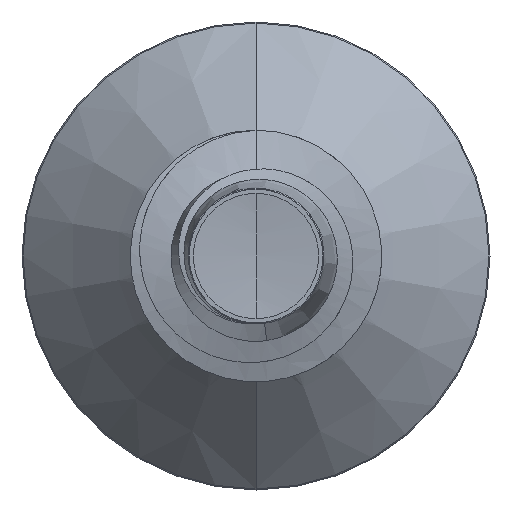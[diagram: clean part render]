
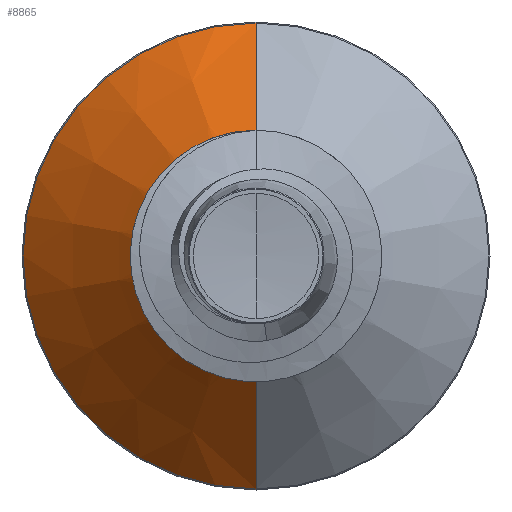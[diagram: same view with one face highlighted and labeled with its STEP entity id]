
A CAD part, front view. The second image highlights one B-rep face of the part: STEP entity #8865.
In plain terms, the highlighted conical face has half-angle 45 degrees and reference radius 1.847 mm.
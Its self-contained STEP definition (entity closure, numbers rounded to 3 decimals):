
#232 = VECTOR ( 'NONE', #8501, 1000. ) ;
#365 = EDGE_CURVE ( 'NONE', #4010, #7100, #7799, .T. ) ;
#948 = DIRECTION ( 'NONE',  ( 0., 0., 1. ) ) ;
#951 = DIRECTION ( 'NONE',  ( 0., 1., 0. ) ) ;
#961 = CARTESIAN_POINT ( 'NONE',  ( 0., 6.728, 0. ) ) ;
#1788 = DIRECTION ( 'NONE',  ( 0., 0., 1. ) ) ;
#1790 = DIRECTION ( 'NONE',  ( 0., 1., 0. ) ) ;
#1801 = CARTESIAN_POINT ( 'NONE',  ( 0., 3.947, 0. ) ) ;
#1983 = CIRCLE ( 'NONE', #2714, 4.628 ) ;
#2107 = LINE ( 'NONE', #7592, #7876 ) ;
#2447 = FACE_OUTER_BOUND ( 'NONE', #5606, .T. ) ;
#2501 = DIRECTION ( 'NONE',  ( 0., 0., 1. ) ) ;
#2504 = DIRECTION ( 'NONE',  ( 0., 1., 0. ) ) ;
#2513 = CARTESIAN_POINT ( 'NONE',  ( 0., 3.947, 0. ) ) ;
#2714 = AXIS2_PLACEMENT_3D ( 'NONE', #961, #951, #948 ) ;
#3074 = ORIENTED_EDGE ( 'NONE', *, *, #8641, .T. ) ;
#3329 = ORIENTED_EDGE ( 'NONE', *, *, #7967, .T. ) ;
#3352 = AXIS2_PLACEMENT_3D ( 'NONE', #2513, #2504, #2501 ) ;
#3713 = CARTESIAN_POINT ( 'NONE',  ( 0., 3.947, 1.847 ) ) ;
#4010 = VERTEX_POINT ( 'NONE', #7428 ) ;
#4202 = CARTESIAN_POINT ( 'NONE',  ( 0., 6.728, 4.628 ) ) ;
#4783 = CIRCLE ( 'NONE', #3352, 1.847 ) ;
#4833 = ORIENTED_EDGE ( 'NONE', *, *, #365, .F. ) ;
#5418 = VERTEX_POINT ( 'NONE', #4202 ) ;
#5606 = EDGE_LOOP ( 'NONE', ( #4833, #3074, #3329, #8446 ) ) ;
#5769 = VERTEX_POINT ( 'NONE', #3713 ) ;
#7100 = VERTEX_POINT ( 'NONE', #9248 ) ;
#7428 = CARTESIAN_POINT ( 'NONE',  ( 0., 3.947, -1.847 ) ) ;
#7592 = CARTESIAN_POINT ( 'NONE',  ( 0., 3.947, 1.847 ) ) ;
#7777 = CONICAL_SURFACE ( 'NONE', #8182, 1.847, 0.785 ) ;
#7799 = LINE ( 'NONE', #7950, #232 ) ;
#7876 = VECTOR ( 'NONE', #8873, 1000. ) ;
#7950 = CARTESIAN_POINT ( 'NONE',  ( 0., 3.947, -1.847 ) ) ;
#7967 = EDGE_CURVE ( 'NONE', #5769, #5418, #2107, .T. ) ;
#8182 = AXIS2_PLACEMENT_3D ( 'NONE', #1801, #1790, #1788 ) ;
#8446 = ORIENTED_EDGE ( 'NONE', *, *, #9277, .F. ) ;
#8501 = DIRECTION ( 'NONE',  ( 0., 0.707, -0.707 ) ) ;
#8641 = EDGE_CURVE ( 'NONE', #4010, #5769, #4783, .T. ) ;
#8865 = ADVANCED_FACE ( 'NONE', ( #2447 ), #7777, .T. ) ;
#8873 = DIRECTION ( 'NONE',  ( 0., 0.707, 0.707 ) ) ;
#9248 = CARTESIAN_POINT ( 'NONE',  ( 0., 6.728, -4.628 ) ) ;
#9277 = EDGE_CURVE ( 'NONE', #7100, #5418, #1983, .T. ) ;
